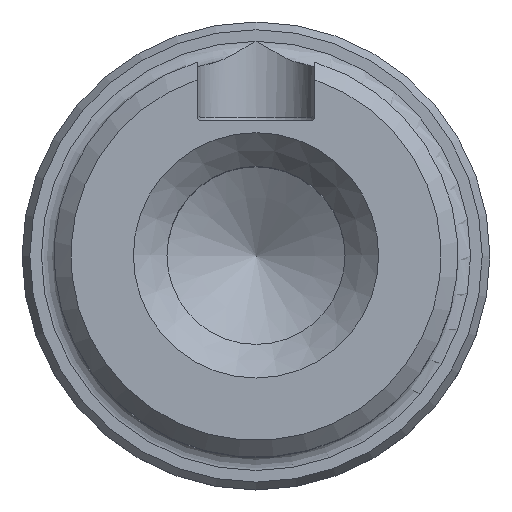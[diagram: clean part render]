
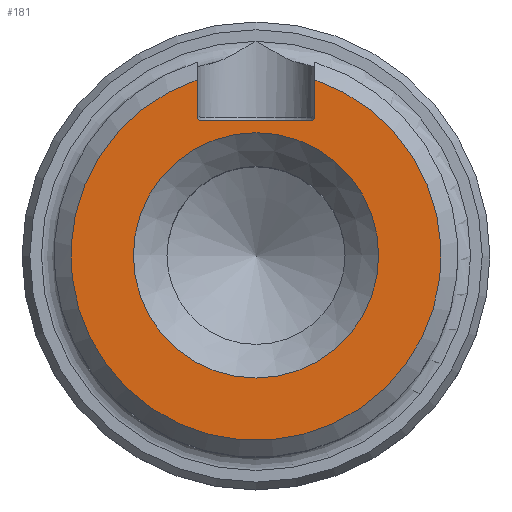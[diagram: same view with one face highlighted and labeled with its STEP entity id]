
A CAD part, top view. The second image highlights one B-rep face of the part: STEP entity #181.
In plain terms, the highlighted planar face has unit normal (0, 0, 1).
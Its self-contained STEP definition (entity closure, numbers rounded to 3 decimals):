
#41=LINE('',#1475,#52);
#42=LINE('',#1477,#53);
#44=LINE('',#1486,#55);
#52=VECTOR('',#1010,1.);
#53=VECTOR('',#1013,1.);
#55=VECTOR('',#1017,1.);
#82=PLANE('',#825);
#181=ADVANCED_FACE('',(#269,#270),#82,.T.);
#269=FACE_BOUND('',#365,.T.);
#270=FACE_BOUND('',#366,.T.);
#365=EDGE_LOOP('',(#511,#512,#513,#514,#515,#516));
#366=EDGE_LOOP('',(#517));
#511=ORIENTED_EDGE('',*,*,#657,.T.);
#512=ORIENTED_EDGE('',*,*,#639,.T.);
#513=ORIENTED_EDGE('',*,*,#661,.T.);
#514=ORIENTED_EDGE('',*,*,#665,.T.);
#515=ORIENTED_EDGE('',*,*,#658,.T.);
#516=ORIENTED_EDGE('',*,*,#634,.T.);
#517=ORIENTED_EDGE('',*,*,#654,.T.);
#569=VERTEX_POINT('',#1370);
#570=VERTEX_POINT('',#1372);
#573=VERTEX_POINT('',#1382);
#574=VERTEX_POINT('',#1383);
#586=VERTEX_POINT('',#1466);
#590=VERTEX_POINT('',#1478);
#592=VERTEX_POINT('',#1487);
#634=EDGE_CURVE('',#570,#569,#708,.T.);
#639=EDGE_CURVE('',#573,#574,#712,.T.);
#654=EDGE_CURVE('',#586,#586,#713,.T.);
#657=EDGE_CURVE('',#569,#573,#41,.T.);
#658=EDGE_CURVE('',#590,#570,#42,.T.);
#661=EDGE_CURVE('',#574,#592,#44,.T.);
#665=EDGE_CURVE('',#592,#590,#717,.T.);
#708=CIRCLE('',#795,0.25);
#712=CIRCLE('',#801,0.25);
#713=CIRCLE('',#804,7.29);
#717=CIRCLE('',#814,11.);
#795=AXIS2_PLACEMENT_3D('',#1371,#975,#976);
#801=AXIS2_PLACEMENT_3D('',#1381,#988,#989);
#804=AXIS2_PLACEMENT_3D('',#1465,#998,#999);
#814=AXIS2_PLACEMENT_3D('',#1496,#1023,#1024);
#825=AXIS2_PLACEMENT_3D('',#1507,#1045,#1046);
#975=DIRECTION('',(0.,0.,-1.));
#976=DIRECTION('',(1.,0.,0.));
#988=DIRECTION('',(0.,0.,-1.));
#989=DIRECTION('',(1.,0.,0.));
#998=DIRECTION('',(0.,0.,-1.));
#999=DIRECTION('',(1.,0.,0.));
#1010=DIRECTION('',(-1.,0.,0.));
#1013=DIRECTION('',(0.,-1.,0.));
#1017=DIRECTION('',(0.,1.,0.));
#1023=DIRECTION('',(0.,0.,1.));
#1024=DIRECTION('',(1.,0.,0.));
#1045=DIRECTION('',(0.,0.,1.));
#1046=DIRECTION('',(1.,0.,0.));
#1370=CARTESIAN_POINT('',(3.25,8.,50.));
#1371=CARTESIAN_POINT('',(3.25,8.25,50.));
#1372=CARTESIAN_POINT('',(3.5,8.25,50.));
#1381=CARTESIAN_POINT('',(-3.25,8.25,50.));
#1382=CARTESIAN_POINT('',(-3.25,8.,50.));
#1383=CARTESIAN_POINT('',(-3.5,8.25,50.));
#1465=CARTESIAN_POINT('',(0.,0.,50.));
#1466=CARTESIAN_POINT('',(7.29,0.,50.));
#1475=CARTESIAN_POINT('',(0.,8.,50.));
#1477=CARTESIAN_POINT('',(3.5,58.,50.));
#1478=CARTESIAN_POINT('',(3.5,10.428,50.));
#1486=CARTESIAN_POINT('',(-3.5,58.,50.));
#1487=CARTESIAN_POINT('',(-3.5,10.428,50.));
#1496=CARTESIAN_POINT('',(0.,0.,50.));
#1507=CARTESIAN_POINT('',(0.,0.,50.));
